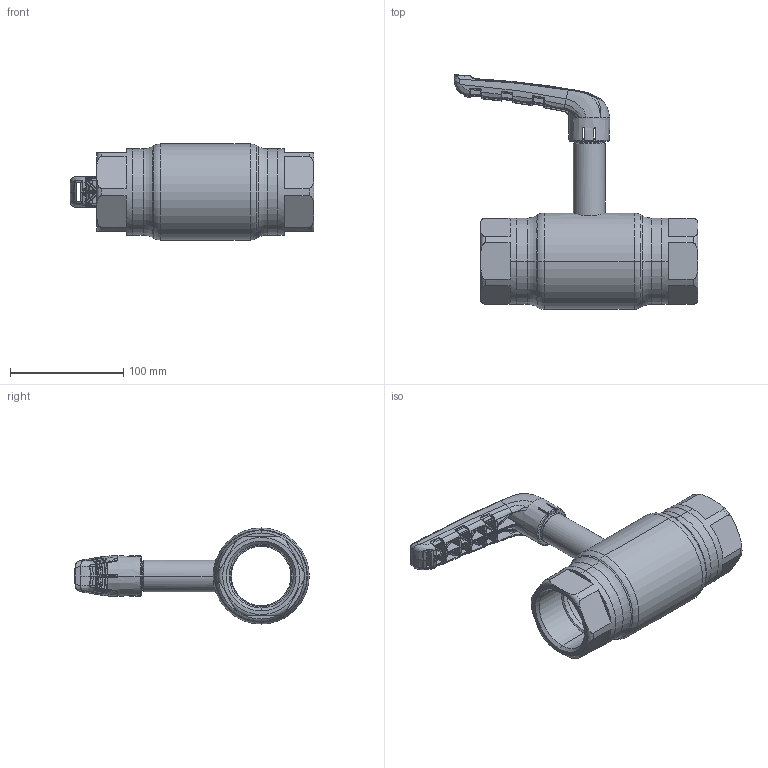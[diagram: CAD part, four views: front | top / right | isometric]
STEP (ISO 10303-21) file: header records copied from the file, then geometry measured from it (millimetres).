
FILE_DESCRIPTION (( 'STEP AP214' ), '1' );
FILE_NAME ('2050002001-xxxx.step', '2019-05-10T11:09:40', ( '' ), ( '' ), 'SwSTEP 2.0', 'SolidWorks 2017', '' );
FILE_SCHEMA (( 'AUTOMOTIVE_DESIGN' ));
Length unit declared in the file: millimetre
Products named in the file (1): 2050002001-xxxx
Bounding box: 215.35 x 207.31 x 85 mm (x, y, z)
Surface area: 100682.7 mm2 (no closed solid volume)
Topology: 0 solids, 14 shells, 771 faces, 2549 edges, 1655 vertices
Faces by surface type: bspline 614, plane 68, cylinder 32, cone 28, torus 25, sphere 4
Entity records: 58178 total; most frequent: CARTESIAN_POINT 33582, ORIENTED_EDGE 4028, EDGE_CURVE 2539, B_SPLINE_CURVE_WITH_KNOTS 1751, DIRECTION 1689, VERTEX_POINT 1655, EDGE_LOOP 780, UNCERTAINTY_MEASURE_WITH_UNIT 773
